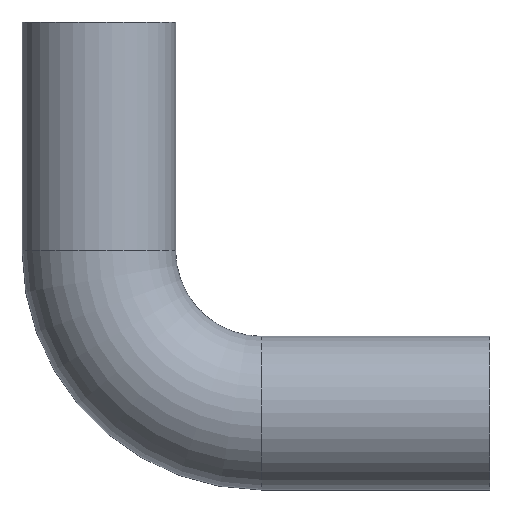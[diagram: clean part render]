
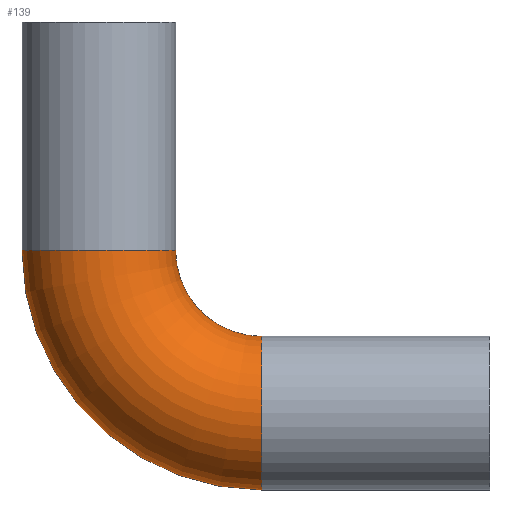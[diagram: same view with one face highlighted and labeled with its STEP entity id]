
A CAD part, front view. The second image highlights one B-rep face of the part: STEP entity #139.
In plain terms, the highlighted toroidal (fillet/blend) face has major radius 28.5 mm and minor radius 13.45 mm.
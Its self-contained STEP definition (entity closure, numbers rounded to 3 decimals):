
#65 = CIRCLE ( 'NONE', #345, 15.05 ) ;
#69 = TOROIDAL_SURFACE ( 'NONE', #284, 28.5, 13.45 ) ;
#74 = DIRECTION ( 'NONE',  ( 0., 0., 1. ) ) ;
#89 = EDGE_CURVE ( 'NONE', #318, #262, #346, .T. ) ;
#94 = CARTESIAN_POINT ( 'NONE',  ( 0., 0., -41.95 ) ) ;
#95 = DIRECTION ( 'NONE',  ( 0., 1., 0. ) ) ;
#109 = CARTESIAN_POINT ( 'NONE',  ( 0., 0., -15.05 ) ) ;
#127 = EDGE_CURVE ( 'NONE', #184, #262, #65, .T. ) ;
#128 = CARTESIAN_POINT ( 'NONE',  ( 0., 0., 0. ) ) ;
#139 = ADVANCED_FACE ( 'NONE', ( #372 ), #69, .T. ) ;
#144 = AXIS2_PLACEMENT_3D ( 'NONE', #439, #163, #196 ) ;
#162 = DIRECTION ( 'NONE',  ( 0., 1., 0. ) ) ;
#163 = DIRECTION ( 'NONE',  ( 0., 0., 1. ) ) ;
#179 = CARTESIAN_POINT ( 'NONE',  ( -15.05, 0., 0. ) ) ;
#184 = VERTEX_POINT ( 'NONE', #109 ) ;
#186 = DIRECTION ( 'NONE',  ( 0., 0., 1. ) ) ;
#196 = DIRECTION ( 'NONE',  ( 1., 0., 0. ) ) ;
#213 = CIRCLE ( 'NONE', #361, 41.95 ) ;
#227 = CIRCLE ( 'NONE', #413, 13.45 ) ;
#234 = ORIENTED_EDGE ( 'NONE', *, *, #397, .F. ) ;
#249 = EDGE_LOOP ( 'NONE', ( #234, #253, #282, #415 ) ) ;
#253 = ORIENTED_EDGE ( 'NONE', *, *, #387, .T. ) ;
#262 = VERTEX_POINT ( 'NONE', #179 ) ;
#282 = ORIENTED_EDGE ( 'NONE', *, *, #127, .T. ) ;
#284 = AXIS2_PLACEMENT_3D ( 'NONE', #296, #411, #74 ) ;
#296 = CARTESIAN_POINT ( 'NONE',  ( 0., 0., 0. ) ) ;
#318 = VERTEX_POINT ( 'NONE', #403 ) ;
#326 = CARTESIAN_POINT ( 'NONE',  ( 0., 0., -28.5 ) ) ;
#337 = DIRECTION ( 'NONE',  ( 0., 0., 1. ) ) ;
#342 = VERTEX_POINT ( 'NONE', #94 ) ;
#345 = AXIS2_PLACEMENT_3D ( 'NONE', #128, #95, #447 ) ;
#346 = CIRCLE ( 'NONE', #144, 13.45 ) ;
#361 = AXIS2_PLACEMENT_3D ( 'NONE', #408, #162, #186 ) ;
#369 = DIRECTION ( 'NONE',  ( -1., 0., 0. ) ) ;
#372 = FACE_OUTER_BOUND ( 'NONE', #249, .T. ) ;
#387 = EDGE_CURVE ( 'NONE', #342, #184, #227, .T. ) ;
#397 = EDGE_CURVE ( 'NONE', #342, #318, #213, .T. ) ;
#403 = CARTESIAN_POINT ( 'NONE',  ( -41.95, 0., 0. ) ) ;
#408 = CARTESIAN_POINT ( 'NONE',  ( 0., 0., 0. ) ) ;
#411 = DIRECTION ( 'NONE',  ( 0., 1., 0. ) ) ;
#413 = AXIS2_PLACEMENT_3D ( 'NONE', #326, #369, #337 ) ;
#415 = ORIENTED_EDGE ( 'NONE', *, *, #89, .F. ) ;
#439 = CARTESIAN_POINT ( 'NONE',  ( -28.5, 0., 0. ) ) ;
#447 = DIRECTION ( 'NONE',  ( 0., 0., 1. ) ) ;
